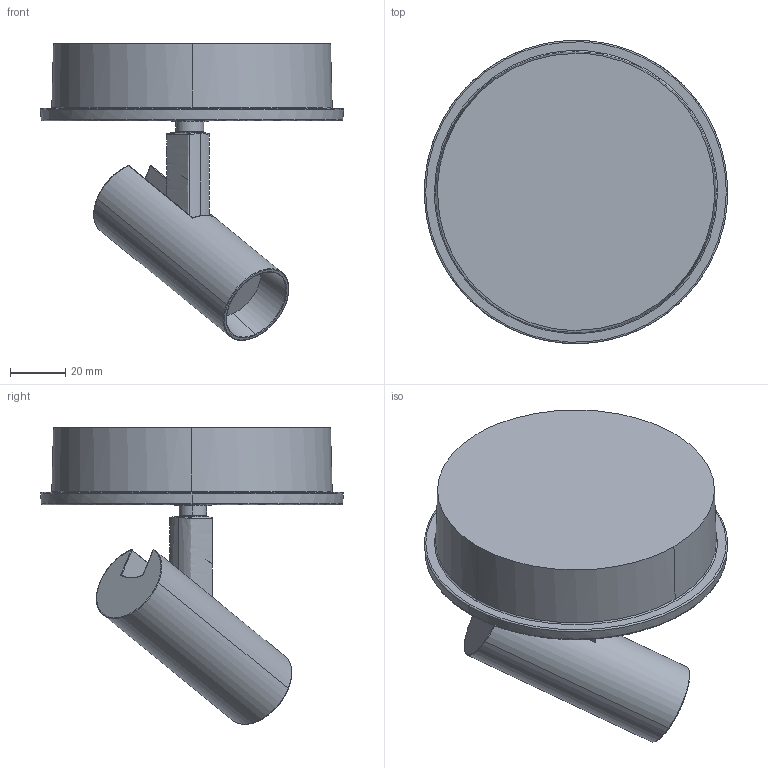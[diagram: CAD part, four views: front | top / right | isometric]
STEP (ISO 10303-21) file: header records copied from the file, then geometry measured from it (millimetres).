
FILE_DESCRIPTION(/* description */ (''),/* implementation_level */ '2;1');
FILE_NAME(/* name */ 'Vector wall 30',/* time_stamp */ '2025-05-15T16:54:10+02:00',/* author */ (''),/* organization */ (''),/* preprocessor_version */ 'ST-DEVELOPER v16.5',/* originating_system */ 'Rhino 7.37',/* authorisation */ '');
FILE_SCHEMA (('AUTOMOTIVE_DESIGN'));
Length unit declared in the file: millimetre
Products named in the file (1): Document
Bounding box: 109.87 x 109.77 x 107.51 mm (x, y, z)
Volume: 278028.3 mm3; surface area: 40151.3 mm2
Topology: 5 solids, 5 shells, 82 faces, 193 edges, 116 vertices
Faces by surface type: bspline 46, plane 20, cylinder 16
Entity records: 3624 total; most frequent: CARTESIAN_POINT 2437, ORIENTED_EDGE 374, EDGE_CURVE 187, VERTEX_POINT 116, EDGE_LOOP 87, ADVANCED_FACE 82, FACE_OUTER_BOUND 82, B_SPLINE_CURVE_WITH_KNOTS 65
